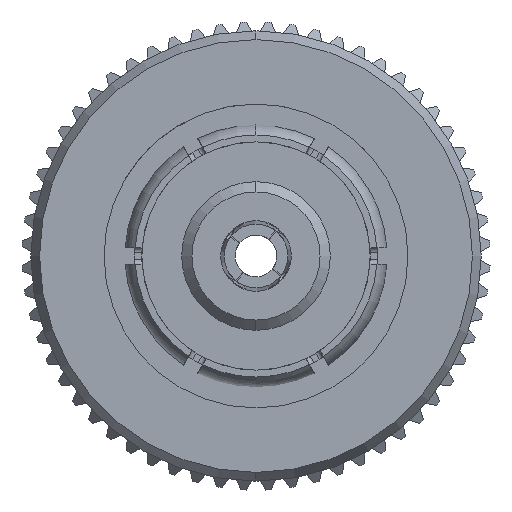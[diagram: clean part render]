
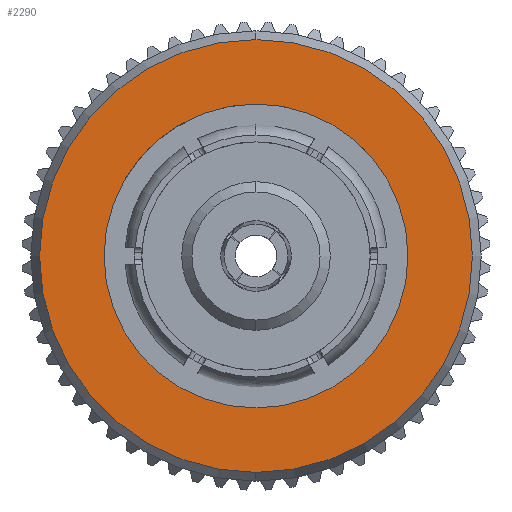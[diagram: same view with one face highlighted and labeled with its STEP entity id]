
A CAD part, left-side view. The second image highlights one B-rep face of the part: STEP entity #2290.
In plain terms, the highlighted planar face has unit normal (-1, 0, 0).
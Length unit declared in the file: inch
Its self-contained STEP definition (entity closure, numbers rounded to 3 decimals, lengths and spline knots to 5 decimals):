
#108 = VERTEX_POINT ( 'NONE', #7354 ) ;
#282 = CARTESIAN_POINT ( 'NONE',  ( 0.33873, 0., 0. ) ) ;
#288 = VERTEX_POINT ( 'NONE', #2744 ) ;
#1187 = FACE_OUTER_BOUND ( 'NONE', #10890, .T. ) ;
#2290 = ADVANCED_FACE ( 'NONE', ( #1187, #15719 ), #7298, .F. ) ;
#2392 = ORIENTED_EDGE ( 'NONE', *, *, #8688, .F. ) ;
#2744 = CARTESIAN_POINT ( 'NONE',  ( 0.33873, 0., -0.18494 ) ) ;
#3375 = DIRECTION ( 'NONE',  ( 1., 0., 0. ) ) ;
#3414 = DIRECTION ( 'NONE',  ( 0., 0., -1. ) ) ;
#3616 = VERTEX_POINT ( 'NONE', #10915 ) ;
#4550 = EDGE_LOOP ( 'NONE', ( #2392, #12783 ) ) ;
#5340 = AXIS2_PLACEMENT_3D ( 'NONE', #5953, #10653, #3414 ) ;
#5798 = DIRECTION ( 'NONE',  ( -1., 0., 0. ) ) ;
#5834 = CARTESIAN_POINT ( 'NONE',  ( 0.33873, 0., -0.26339 ) ) ;
#5942 = AXIS2_PLACEMENT_3D ( 'NONE', #5834, #3375, #13555 ) ;
#5953 = CARTESIAN_POINT ( 'NONE',  ( 0.33873, 0., 0. ) ) ;
#6221 = DIRECTION ( 'NONE',  ( -1., 0., 0. ) ) ;
#7135 = ORIENTED_EDGE ( 'NONE', *, *, #13128, .T. ) ;
#7298 = PLANE ( 'NONE',  #5942 ) ;
#7354 = CARTESIAN_POINT ( 'NONE',  ( 0.33873, 0., 0.26339 ) ) ;
#8159 = CARTESIAN_POINT ( 'NONE',  ( 0.33873, 0., -0.26339 ) ) ;
#8428 = CIRCLE ( 'NONE', #10241, 0.26339 ) ;
#8688 = EDGE_CURVE ( 'NONE', #3616, #288, #11397, .T. ) ;
#9229 = CIRCLE ( 'NONE', #5340, 0.18494 ) ;
#9863 = AXIS2_PLACEMENT_3D ( 'NONE', #15763, #5798, #13348 ) ;
#10172 = DIRECTION ( 'NONE',  ( 0., 0., 1. ) ) ;
#10241 = AXIS2_PLACEMENT_3D ( 'NONE', #282, #10375, #14190 ) ;
#10375 = DIRECTION ( 'NONE',  ( -1., 0., 0. ) ) ;
#10653 = DIRECTION ( 'NONE',  ( -1., 0., 0. ) ) ;
#10890 = EDGE_LOOP ( 'NONE', ( #7135, #12282 ) ) ;
#10915 = CARTESIAN_POINT ( 'NONE',  ( 0.33873, 0., 0.18494 ) ) ;
#11231 = CARTESIAN_POINT ( 'NONE',  ( 0.33873, 0., 0. ) ) ;
#11282 = CIRCLE ( 'NONE', #11542, 0.26339 ) ;
#11397 = CIRCLE ( 'NONE', #9863, 0.18494 ) ;
#11542 = AXIS2_PLACEMENT_3D ( 'NONE', #11231, #6221, #10172 ) ;
#12282 = ORIENTED_EDGE ( 'NONE', *, *, #14854, .T. ) ;
#12783 = ORIENTED_EDGE ( 'NONE', *, *, #15236, .F. ) ;
#13128 = EDGE_CURVE ( 'NONE', #13476, #108, #8428, .T. ) ;
#13348 = DIRECTION ( 'NONE',  ( 0., 0., -1. ) ) ;
#13476 = VERTEX_POINT ( 'NONE', #8159 ) ;
#13555 = DIRECTION ( 'NONE',  ( 0., 0., -1. ) ) ;
#14190 = DIRECTION ( 'NONE',  ( 0., 0., 1. ) ) ;
#14854 = EDGE_CURVE ( 'NONE', #108, #13476, #11282, .T. ) ;
#15236 = EDGE_CURVE ( 'NONE', #288, #3616, #9229, .T. ) ;
#15719 = FACE_BOUND ( 'NONE', #4550, .T. ) ;
#15763 = CARTESIAN_POINT ( 'NONE',  ( 0.33873, 0., 0. ) ) ;
